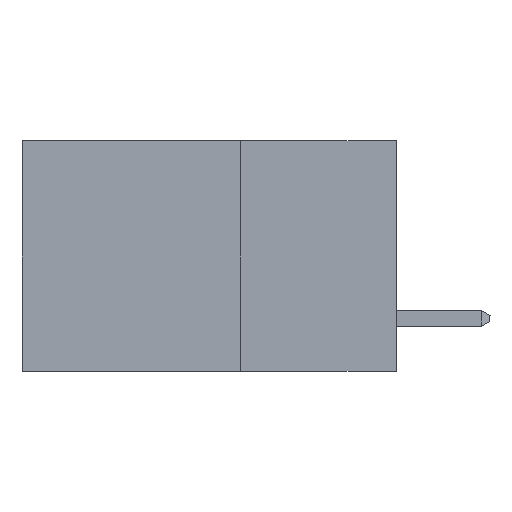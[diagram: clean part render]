
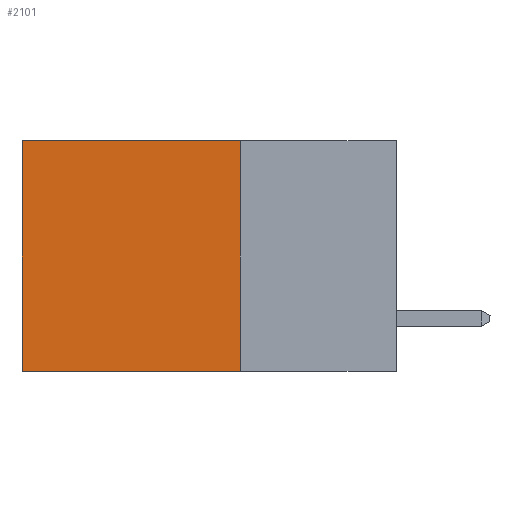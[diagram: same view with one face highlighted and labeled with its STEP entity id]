
A CAD part, left-side view. The second image highlights one B-rep face of the part: STEP entity #2101.
In plain terms, the highlighted planar face has unit normal (-1, 0, 0).
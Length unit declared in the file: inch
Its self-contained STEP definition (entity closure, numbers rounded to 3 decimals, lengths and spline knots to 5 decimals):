
#429 = ORIENTED_EDGE ( 'NONE', *, *, #6070, .F. ) ;
#433 = LINE ( 'NONE', #1072, #7136 ) ;
#646 = VECTOR ( 'NONE', #1148, 39.37008 ) ;
#1004 = DIRECTION ( 'NONE',  ( 0., 0., -1. ) ) ;
#1064 = CARTESIAN_POINT ( 'NONE',  ( 0.2615, 0.25, 0. ) ) ;
#1072 = CARTESIAN_POINT ( 'NONE',  ( 0.2615, 0.25, -0.37 ) ) ;
#1148 = DIRECTION ( 'NONE',  ( 0., 0., -1. ) ) ;
#1335 = CARTESIAN_POINT ( 'NONE',  ( 0.2615, 0.6, -0.37 ) ) ;
#2101 = ADVANCED_FACE ( 'NONE', ( #7267 ), #4523, .F. ) ;
#2415 = LINE ( 'NONE', #1335, #646 ) ;
#2579 = AXIS2_PLACEMENT_3D ( 'NONE', #7032, #8306, #5363 ) ;
#2590 = CARTESIAN_POINT ( 'NONE',  ( 0.2615, 0.6, 0. ) ) ;
#2879 = EDGE_CURVE ( 'NONE', #3338, #7325, #6366, .T. ) ;
#3338 = VERTEX_POINT ( 'NONE', #8301 ) ;
#3697 = CARTESIAN_POINT ( 'NONE',  ( 0.2615, 0.6, -0.37 ) ) ;
#4353 = VERTEX_POINT ( 'NONE', #2590 ) ;
#4414 = VECTOR ( 'NONE', #4997, 39.37008 ) ;
#4448 = ORIENTED_EDGE ( 'NONE', *, *, #2879, .F. ) ;
#4523 = PLANE ( 'NONE',  #2579 ) ;
#4530 = EDGE_LOOP ( 'NONE', ( #6825, #4448, #429, #8082 ) ) ;
#4612 = LINE ( 'NONE', #1064, #4414 ) ;
#4997 = DIRECTION ( 'NONE',  ( 0., 1., 0. ) ) ;
#5363 = DIRECTION ( 'NONE',  ( 0., 0., -1. ) ) ;
#5487 = CARTESIAN_POINT ( 'NONE',  ( 0.2615, 0.25, 0. ) ) ;
#5846 = CARTESIAN_POINT ( 'NONE',  ( 0.2615, 0.25, -0.37 ) ) ;
#5975 = DIRECTION ( 'NONE',  ( 0., 1., 0. ) ) ;
#6021 = EDGE_CURVE ( 'NONE', #4353, #7325, #2415, .T. ) ;
#6070 = EDGE_CURVE ( 'NONE', #6276, #3338, #433, .T. ) ;
#6276 = VERTEX_POINT ( 'NONE', #5487 ) ;
#6366 = LINE ( 'NONE', #5846, #7820 ) ;
#6825 = ORIENTED_EDGE ( 'NONE', *, *, #6021, .T. ) ;
#7032 = CARTESIAN_POINT ( 'NONE',  ( 0.2615, 0.25, -0.37 ) ) ;
#7136 = VECTOR ( 'NONE', #1004, 39.37008 ) ;
#7267 = FACE_OUTER_BOUND ( 'NONE', #4530, .T. ) ;
#7325 = VERTEX_POINT ( 'NONE', #3697 ) ;
#7820 = VECTOR ( 'NONE', #5975, 39.37008 ) ;
#7949 = EDGE_CURVE ( 'NONE', #6276, #4353, #4612, .T. ) ;
#8082 = ORIENTED_EDGE ( 'NONE', *, *, #7949, .T. ) ;
#8301 = CARTESIAN_POINT ( 'NONE',  ( 0.2615, 0.25, -0.37 ) ) ;
#8306 = DIRECTION ( 'NONE',  ( 1., 0., 0. ) ) ;
